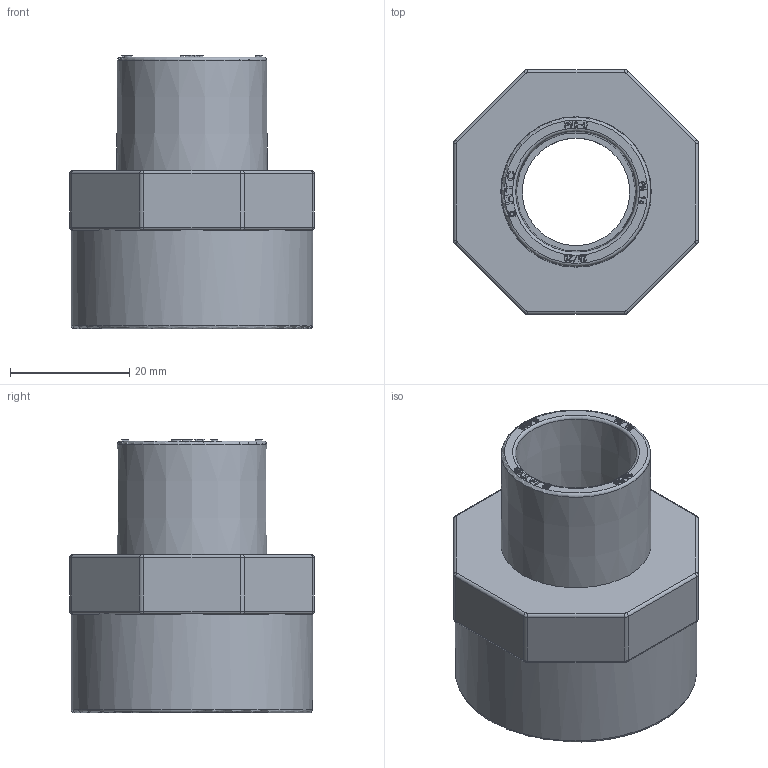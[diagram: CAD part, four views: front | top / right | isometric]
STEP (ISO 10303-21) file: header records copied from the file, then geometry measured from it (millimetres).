
FILE_DESCRIPTION(/* description */ (''),/* implementation_level */ '2;1');
FILE_NAME(/* name */ '20-25X1内外插内螺纹变接头.stp',/* time_stamp */ '2024-03-25T15:17:24+08:00',/* author */ (''),/* organization */ (''),/* preprocessor_version */ 'ST-DEVELOPER v16',/* originating_system */ 'SIEMENS PLM Software NX 10.0',/* authorisation */ '');
FILE_SCHEMA (('AUTOMOTIVE_DESIGN { 1 0 10303 214 3 1 1 1 }'));
Length unit declared in the file: millimetre
Products named in the file (1): gelv1410B640vn1j
Bounding box: 41 x 41 x 45.8 mm (x, y, z)
Volume: 20372.6 mm3; surface area: 12126.5 mm2
Topology: 1 solids, 1 shells, 777 faces, 2209 edges, 1462 vertices
Faces by surface type: plane 705, cylinder 43, bspline 18, extrusion 5, torus 4, cone 2
Full cylindrical faces by diameter (mm): 0.673 x1, 0.898 x1, 18 x1, 33.249 x8, 36 x1, 40.5 x1
Entity records: 29308 total; most frequent: CARTESIAN_POINT 12006, ORIENTED_EDGE 4328, DIRECTION 2438, EDGE_CURVE 2164, VERTEX_POINT 1437, B_SPLINE_CURVE_WITH_KNOTS 1335, AXIS2_PLACEMENT_3D 852, EDGE_LOOP 811
